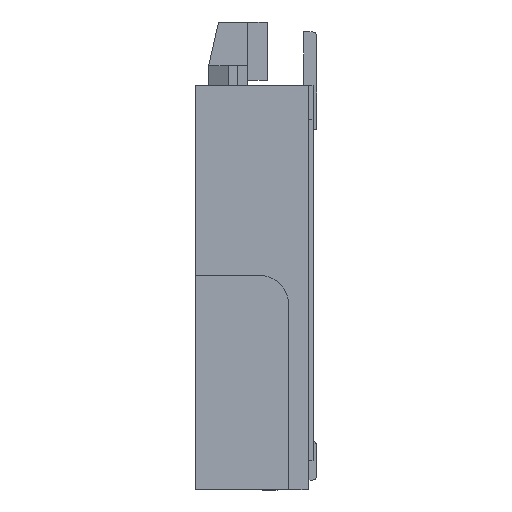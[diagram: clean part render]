
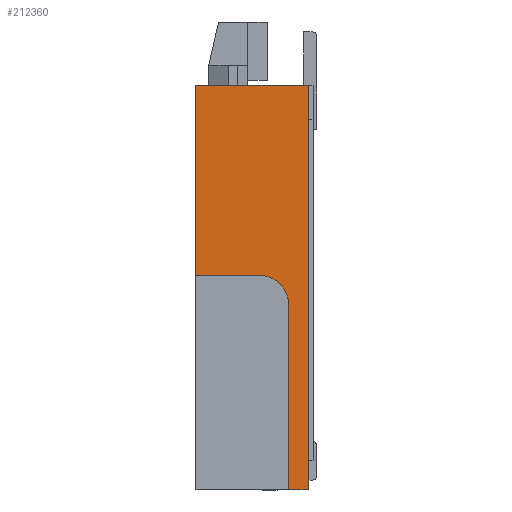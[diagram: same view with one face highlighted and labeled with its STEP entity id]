
A CAD part, left-side view. The second image highlights one B-rep face of the part: STEP entity #212360.
In plain terms, the highlighted planar face has unit normal (-1, 0, 0).
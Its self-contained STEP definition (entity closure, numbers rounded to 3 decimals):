
#63190=CARTESIAN_POINT('',(-17.525,6.807,
3.512));
#63200=VERTEX_POINT('',#63190);
#63230=CARTESIAN_POINT('',(-17.525,6.757,
3.512));
#63240=DIRECTION('',(0.,1.,0.));
#63250=VECTOR('',#63240,1.);
#63260=LINE('',#63230,#63250);
#63270=CARTESIAN_POINT('',(-17.525,7.967,
3.512));
#63280=VERTEX_POINT('',#63270);
#63290=EDGE_CURVE('',#63200,#63280,#63260,.T.);
#211450=CARTESIAN_POINT('',(-17.525,7.307,
1.562));
#211460=VERTEX_POINT('',#211450);
#211770=CARTESIAN_POINT('',(-17.525,7.967,
1.562));
#211780=VERTEX_POINT('',#211770);
#211810=CARTESIAN_POINT('',(-17.525,6.757,
1.562));
#211820=DIRECTION('',(0.,1.,0.));
#211830=VECTOR('',#211820,1.);
#211840=LINE('',#211810,#211830);
#211850=EDGE_CURVE('',#211460,#211780,#211840,.T.);
#211900=CARTESIAN_POINT('',(-17.525,7.528,
1.94));
#211910=DIRECTION('',(1.,0.,0.));
#211920=DIRECTION('',(0.,1.,0.));
#211930=AXIS2_PLACEMENT_3D('',#211900,#211910,#211920);
#211940=PLANE('',#211930);
#211950=CARTESIAN_POINT('',(-17.525,7.307,
1.262));
#211960=DIRECTION('',(1.,0.,0.));
#211970=DIRECTION('',(0.,1.,0.));
#211980=AXIS2_PLACEMENT_3D('',#211950,#211960,#211970);
#211990=CIRCLE('',#211980,0.3);
#212000=CARTESIAN_POINT('',(-17.525,7.007,
1.262));
#212010=VERTEX_POINT('',#212000);
#212020=EDGE_CURVE('',#211460,#212010,#211990,.T.);
#212030=ORIENTED_EDGE('',*,*,#212020,.T.);
#212040=ORIENTED_EDGE('',*,*,#211850,.F.);
#212050=CARTESIAN_POINT('',(-17.525,7.967,
-0.638));
#212060=DIRECTION('',(0.,0.,1.));
#212070=VECTOR('',#212060,1.);
#212080=LINE('',#212050,#212070);
#212090=EDGE_CURVE('',#211780,#63280,#212080,.T.);
#212100=ORIENTED_EDGE('',*,*,#212090,.F.);
#212110=ORIENTED_EDGE('',*,*,#63290,.T.);
#212120=CARTESIAN_POINT('',(-17.525,6.807,
-0.638));
#212130=DIRECTION('',(0.,0.,1.));
#212140=VECTOR('',#212130,1.);
#212150=LINE('',#212120,#212140);
#212160=CARTESIAN_POINT('',(-17.525,6.807,
-0.638));
#212170=VERTEX_POINT('',#212160);
#212180=EDGE_CURVE('',#212170,#63200,#212150,.T.);
#212190=ORIENTED_EDGE('',*,*,#212180,.T.);
#212200=CARTESIAN_POINT('',(-17.525,6.757,
-0.638));
#212210=DIRECTION('',(0.,1.,0.));
#212220=VECTOR('',#212210,1.);
#212230=LINE('',#212200,#212220);
#212240=CARTESIAN_POINT('',(-17.525,7.007,
-0.638));
#212250=VERTEX_POINT('',#212240);
#212260=EDGE_CURVE('',#212170,#212250,#212230,.T.);
#212270=ORIENTED_EDGE('',*,*,#212260,.F.);
#212280=CARTESIAN_POINT('',(-17.525,7.007,
-0.638));
#212290=DIRECTION('',(0.,0.,-1.));
#212300=VECTOR('',#212290,1.);
#212310=LINE('',#212280,#212300);
#212320=EDGE_CURVE('',#212010,#212250,#212310,.T.);
#212330=ORIENTED_EDGE('',*,*,#212320,.T.);
#212340=EDGE_LOOP('',(#212330,#212270,#212190,#212110,#212100,#212040,
#212030));
#212350=FACE_OUTER_BOUND('',#212340,.T.);
#212360=ADVANCED_FACE('',(#212350),#211940,.F.);
